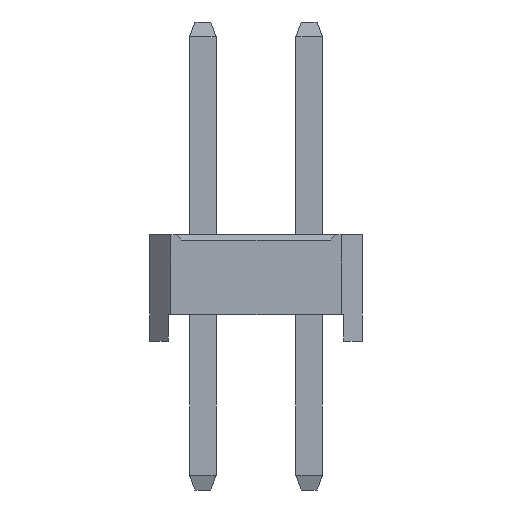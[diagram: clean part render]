
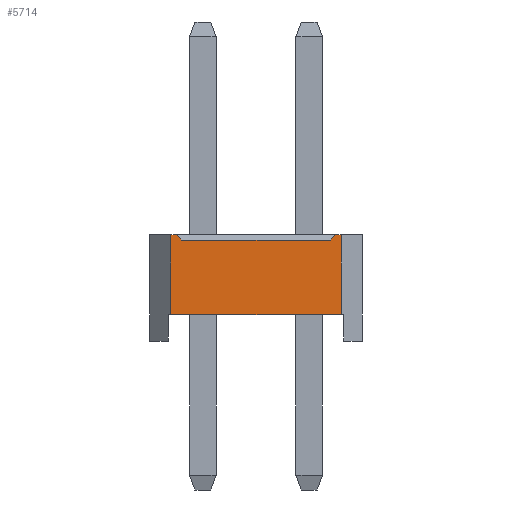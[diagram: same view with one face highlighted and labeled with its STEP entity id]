
A CAD part, left-side view. The second image highlights one B-rep face of the part: STEP entity #5714.
In plain terms, the highlighted planar face has unit normal (-1, 0, 0).
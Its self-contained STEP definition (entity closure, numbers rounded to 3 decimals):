
#5714=ADVANCED_FACE('',(#22908),#22910,.T.);
#22908=FACE_BOUND('',#22909,.T.);
#22909=EDGE_LOOP('',(#36347,#36348,#36349,#36350,#36351,#36352,#36353,#36354));
#22910=PLANE('',#22911);
#22911=AXIS2_PLACEMENT_3D('',#22912,#22913,#22914);
#22912=CARTESIAN_POINT('',(-1.,2.6,0.));
#22913=DIRECTION('',(-1.,0.,0.));
#22914=DIRECTION('',(0.,-1.,0.));
#36347=ORIENTED_EDGE('',*,*,#44642,.F.);
#36348=ORIENTED_EDGE('',*,*,#44643,.T.);
#36349=ORIENTED_EDGE('',*,*,#44644,.F.);
#36350=ORIENTED_EDGE('',*,*,#42781,.F.);
#36351=ORIENTED_EDGE('',*,*,#44645,.F.);
#36352=ORIENTED_EDGE('',*,*,#42100,.T.);
#36353=ORIENTED_EDGE('',*,*,#44641,.T.);
#36354=ORIENTED_EDGE('',*,*,#42785,.F.);
#42100=EDGE_CURVE('',#46879,#46877,#46880,.T.);
#42781=EDGE_CURVE('',#48239,#48241,#48242,.T.);
#42785=EDGE_CURVE('',#48247,#48249,#48250,.T.);
#44641=EDGE_CURVE('',#46877,#48249,#51332,.T.);
#44642=EDGE_CURVE('',#51333,#48247,#51334,.F.);
#44643=EDGE_CURVE('',#51333,#51335,#51336,.T.);
#44644=EDGE_CURVE('',#48241,#51335,#51337,.F.);
#44645=EDGE_CURVE('',#46879,#48239,#51338,.T.);
#46877=VERTEX_POINT('',#54626);
#46879=VERTEX_POINT('',#54630);
#46880=LINE('',#54631,#54632);
#48239=VERTEX_POINT('',#57350);
#48241=VERTEX_POINT('',#57354);
#48242=LINE('',#57355,#57356);
#48247=VERTEX_POINT('',#57366);
#48249=VERTEX_POINT('',#57370);
#48250=LINE('',#57371,#57372);
#51332=LINE('',#64165,#64166);
#51333=VERTEX_POINT('',#64168);
#51334=LINE('',#64169,#64170);
#51335=VERTEX_POINT('',#64172);
#51336=LINE('',#64173,#64174);
#51337=LINE('',#64176,#64177);
#51338=LINE('',#64179,#64180);
#54626=CARTESIAN_POINT('',(-1.,-0.6,0.5));
#54630=CARTESIAN_POINT('',(-1.,2.6,0.5));
#54631=CARTESIAN_POINT('',(-1.,2.6,0.5));
#54632=VECTOR('',#54633,1.);
#54633=DIRECTION('',(0.,-1.,0.));
#57350=CARTESIAN_POINT('',(-1.,2.6,2.));
#57354=CARTESIAN_POINT('',(-1.,2.5,2.));
#57355=CARTESIAN_POINT('',(-1.,2.6,2.));
#57356=VECTOR('',#57357,1.);
#57357=DIRECTION('',(0.,-1.,0.));
#57366=CARTESIAN_POINT('',(-1.,-0.5,2.));
#57370=CARTESIAN_POINT('',(-1.,-0.6,2.));
#57371=CARTESIAN_POINT('',(-1.,-0.5,2.));
#57372=VECTOR('',#57373,1.);
#57373=DIRECTION('',(0.,-1.,0.));
#64165=CARTESIAN_POINT('',(-1.,-0.6,0.5));
#64166=VECTOR('',#64167,1.);
#64167=DIRECTION('',(0.,0.,1.));
#64168=CARTESIAN_POINT('',(-1.,-0.4,1.9));
#64169=CARTESIAN_POINT('',(-1.,-0.5,2.));
#64170=VECTOR('',#64171,1.);
#64171=DIRECTION('',(0.,0.707,-0.707));
#64172=CARTESIAN_POINT('',(-1.,2.4,1.9));
#64173=CARTESIAN_POINT('',(-1.,-0.4,1.9));
#64174=VECTOR('',#64175,1.);
#64175=DIRECTION('',(0.,1.,0.));
#64176=CARTESIAN_POINT('',(-1.,2.4,1.9));
#64177=VECTOR('',#64178,1.);
#64178=DIRECTION('',(0.,0.707,0.707));
#64179=CARTESIAN_POINT('',(-1.,2.6,0.5));
#64180=VECTOR('',#64181,1.);
#64181=DIRECTION('',(0.,0.,1.));
